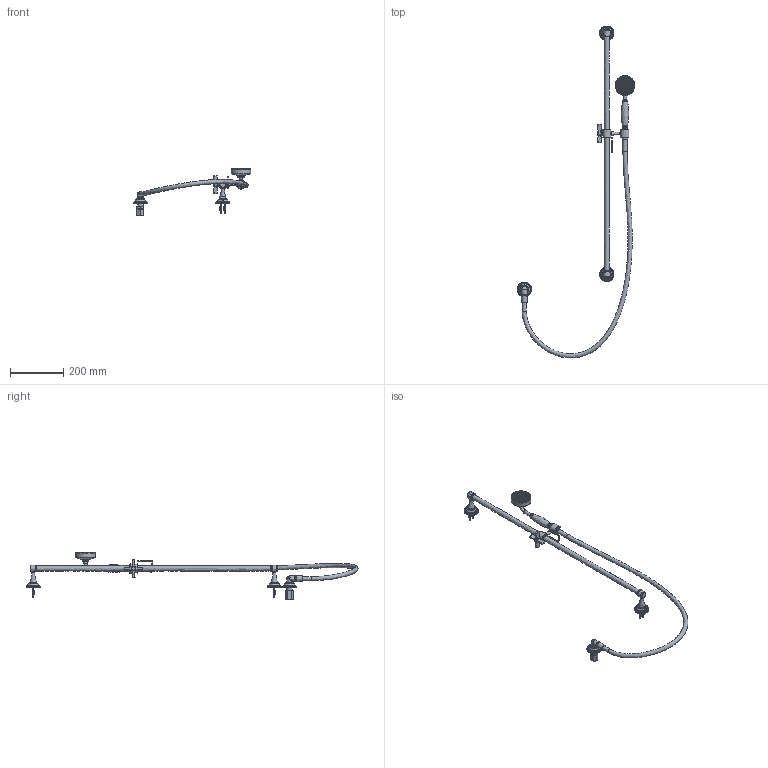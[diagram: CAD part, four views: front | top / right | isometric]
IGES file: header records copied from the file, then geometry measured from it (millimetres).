
Global section: file name: V670A KIT; native system: Autodesk Inventor 2018; preprocessor: unknown; author: mblakey; date: 20171023.113300; units: millimetre
Bounding box: 442.1 x 1247.35 x 176.2 mm (x, y, z)
Volume: 600857.7 mm3; surface area: 314292 mm2
Topology: 48 solids, 53 shells, 4252 faces, 10511 edges, 6567 vertices
Faces by surface type: bspline 4251, revolution 1
